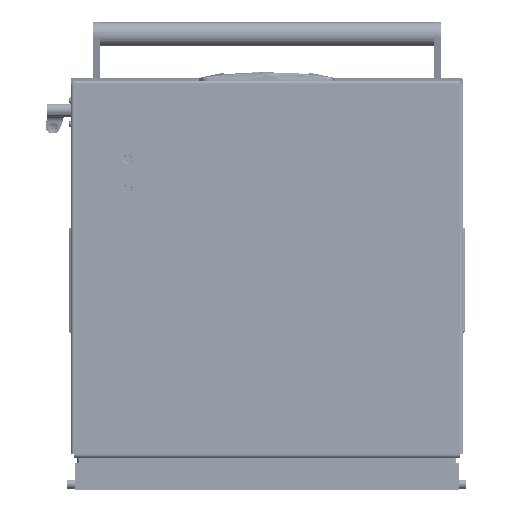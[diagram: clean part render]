
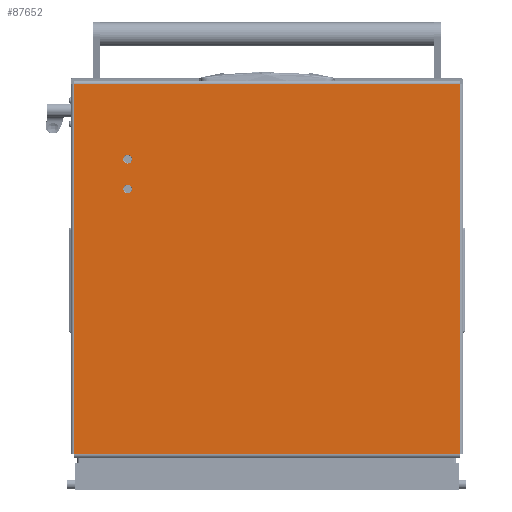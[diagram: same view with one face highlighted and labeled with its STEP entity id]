
A CAD part, front view. The second image highlights one B-rep face of the part: STEP entity #87652.
In plain terms, the highlighted face is planar.
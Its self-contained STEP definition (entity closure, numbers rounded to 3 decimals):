
#726 = DIRECTION ( 'NONE',  ( -1., 0., 0. ) ) ;
#738 = CARTESIAN_POINT ( 'NONE',  ( 436., 452., 0. ) ) ;
#1183 = FACE_BOUND ( 'NONE', #73376, .T. ) ;
#1522 = AXIS2_PLACEMENT_3D ( 'NONE', #2044, #50358, #726 ) ;
#1543 = ORIENTED_EDGE ( 'NONE', *, *, #106249, .F. ) ;
#2044 = CARTESIAN_POINT ( 'NONE',  ( 90., 389., 0. ) ) ;
#2653 = ORIENTED_EDGE ( 'NONE', *, *, #122308, .T. ) ;
#9688 = DIRECTION ( 'NONE',  ( 0., 0., -1. ) ) ;
#11635 = ORIENTED_EDGE ( 'NONE', *, *, #127614, .F. ) ;
#12058 = FACE_BOUND ( 'NONE', #91385, .T. ) ;
#16157 = ORIENTED_EDGE ( 'NONE', *, *, #103191, .T. ) ;
#17287 = VECTOR ( 'NONE', #120507, 1000. ) ;
#18607 = VERTEX_POINT ( 'NONE', #23871 ) ;
#19523 = EDGE_CURVE ( 'NONE', #24182, #53298, #55930, .T. ) ;
#19688 = DIRECTION ( 'NONE',  ( -1., 0., 0. ) ) ;
#23871 = CARTESIAN_POINT ( 'NONE',  ( 2., 452., 0. ) ) ;
#24182 = VERTEX_POINT ( 'NONE', #44642 ) ;
#27628 = AXIS2_PLACEMENT_3D ( 'NONE', #116799, #98536, #52021 ) ;
#27654 = CARTESIAN_POINT ( 'NONE',  ( 130.2, 389., 0. ) ) ;
#28233 = AXIS2_PLACEMENT_3D ( 'NONE', #112656, #90899, #91807 ) ;
#30614 = PLANE ( 'NONE',  #42688 ) ;
#31914 = DIRECTION ( 'NONE',  ( 0., 0., -1. ) ) ;
#33708 = CARTESIAN_POINT ( 'NONE',  ( 436., 0., 0. ) ) ;
#34316 = VERTEX_POINT ( 'NONE', #77738 ) ;
#34552 = CARTESIAN_POINT ( 'NONE',  ( 0., 452., 0. ) ) ;
#38921 = CIRCLE ( 'NONE', #91222, 5.2 ) ;
#42688 = AXIS2_PLACEMENT_3D ( 'NONE', #91465, #31914, #121841 ) ;
#44642 = CARTESIAN_POINT ( 'NONE',  ( 84.8, 389., 0. ) ) ;
#45430 = DIRECTION ( 'NONE',  ( -1., 0., 0. ) ) ;
#47064 = CARTESIAN_POINT ( 'NONE',  ( 436., 452., 0. ) ) ;
#49700 = ORIENTED_EDGE ( 'NONE', *, *, #73821, .F. ) ;
#50358 = DIRECTION ( 'NONE',  ( 0., 0., -1. ) ) ;
#52021 = DIRECTION ( 'NONE',  ( -1., 0., 0. ) ) ;
#53298 = VERTEX_POINT ( 'NONE', #104980 ) ;
#55930 = CIRCLE ( 'NONE', #27628, 5.2 ) ;
#60407 = VECTOR ( 'NONE', #45430, 1000. ) ;
#65602 = DIRECTION ( 'NONE',  ( 0., 1., 0. ) ) ;
#68608 = VERTEX_POINT ( 'NONE', #33708 ) ;
#72437 = ORIENTED_EDGE ( 'NONE', *, *, #92311, .F. ) ;
#73376 = EDGE_LOOP ( 'NONE', ( #92570, #1543 ) ) ;
#73821 = EDGE_CURVE ( 'NONE', #97833, #75896, #38921, .T. ) ;
#75834 = FACE_OUTER_BOUND ( 'NONE', #128219, .T. ) ;
#75896 = VERTEX_POINT ( 'NONE', #27654 ) ;
#76645 = LINE ( 'NONE', #47064, #99950 ) ;
#77162 = CARTESIAN_POINT ( 'NONE',  ( 119.8, 389., 0. ) ) ;
#77738 = CARTESIAN_POINT ( 'NONE',  ( 2., 0., 0. ) ) ;
#87652 = ADVANCED_FACE ( 'NONE', ( #1183, #12058, #75834 ), #30614, .T. ) ;
#88458 = CARTESIAN_POINT ( 'NONE',  ( 436., 0., 0. ) ) ;
#89778 = VERTEX_POINT ( 'NONE', #738 ) ;
#89887 = LINE ( 'NONE', #34552, #60407 ) ;
#90103 = CARTESIAN_POINT ( 'NONE',  ( 125., 389., 0. ) ) ;
#90899 = DIRECTION ( 'NONE',  ( 0., 0., -1. ) ) ;
#91222 = AXIS2_PLACEMENT_3D ( 'NONE', #90103, #9688, #19688 ) ;
#91385 = EDGE_LOOP ( 'NONE', ( #49700, #72437 ) ) ;
#91465 = CARTESIAN_POINT ( 'NONE',  ( 0., 452., 0. ) ) ;
#91807 = DIRECTION ( 'NONE',  ( -1., 0., 0. ) ) ;
#92311 = EDGE_CURVE ( 'NONE', #75896, #97833, #113917, .T. ) ;
#92570 = ORIENTED_EDGE ( 'NONE', *, *, #19523, .F. ) ;
#96796 = CARTESIAN_POINT ( 'NONE',  ( 2., 0., 0. ) ) ;
#97833 = VERTEX_POINT ( 'NONE', #77162 ) ;
#98536 = DIRECTION ( 'NONE',  ( 0., 0., -1. ) ) ;
#99950 = VECTOR ( 'NONE', #127352, 1000. ) ;
#99998 = CIRCLE ( 'NONE', #1522, 5.2 ) ;
#102884 = LINE ( 'NONE', #88458, #17287 ) ;
#103191 = EDGE_CURVE ( 'NONE', #34316, #18607, #127040, .T. ) ;
#104980 = CARTESIAN_POINT ( 'NONE',  ( 95.2, 389., 0. ) ) ;
#106249 = EDGE_CURVE ( 'NONE', #53298, #24182, #99998, .T. ) ;
#106772 = EDGE_CURVE ( 'NONE', #68608, #34316, #102884, .T. ) ;
#112656 = CARTESIAN_POINT ( 'NONE',  ( 125., 389., 0. ) ) ;
#113917 = CIRCLE ( 'NONE', #28233, 5.2 ) ;
#116799 = CARTESIAN_POINT ( 'NONE',  ( 90., 389., 0. ) ) ;
#117752 = VECTOR ( 'NONE', #65602, 1000. ) ;
#120507 = DIRECTION ( 'NONE',  ( -1., 0., 0. ) ) ;
#121841 = DIRECTION ( 'NONE',  ( -1., 0., 0. ) ) ;
#122308 = EDGE_CURVE ( 'NONE', #89778, #68608, #76645, .T. ) ;
#125726 = ORIENTED_EDGE ( 'NONE', *, *, #106772, .T. ) ;
#127040 = LINE ( 'NONE', #96796, #117752 ) ;
#127352 = DIRECTION ( 'NONE',  ( 0., -1., 0. ) ) ;
#127614 = EDGE_CURVE ( 'NONE', #89778, #18607, #89887, .T. ) ;
#128219 = EDGE_LOOP ( 'NONE', ( #125726, #16157, #11635, #2653 ) ) ;
